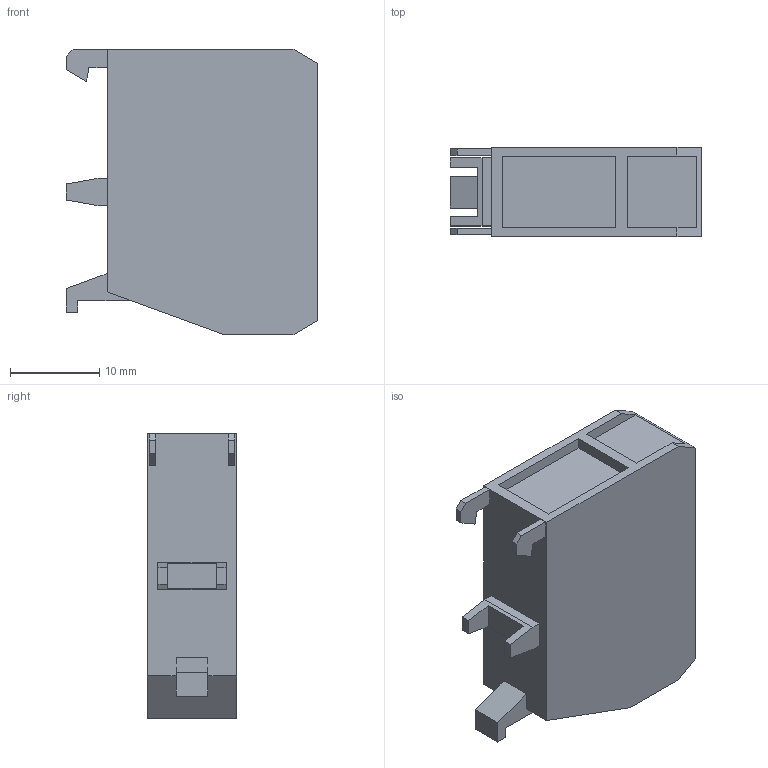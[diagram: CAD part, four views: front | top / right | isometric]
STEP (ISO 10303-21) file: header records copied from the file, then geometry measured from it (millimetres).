
FILE_DESCRIPTION(('starvars output'),'2;1');
FILE_NAME('ZBE1026P_3D.stp','10:51:38 2020/03/31',( 'Thomas Industrial Network Germany GmbH'),( 'Thomas Industrial Network Germany GmbH'),'unknown preprocess','ACIS' ,'unknown authorization');
FILE_SCHEMA(('AUTOMOTIVE_DESIGN_CC2 {UNKNOWN IMPLEMENTATION LEVEL}'));
Length unit declared in the file: millimetre
Products named in the file (1): PRODUCT_ID_561
Bounding box: 28.17 x 10 x 32 mm (x, y, z)
Volume: 7056 mm3; surface area: 2800.1 mm2
Topology: 1 solids, 1 shells, 60 faces, 156 edges, 104 vertices
Faces by surface type: plane 56, cylinder 4
Entity records: 2261 total; most frequent: ORIENTED_EDGE 312, CARTESIAN_POINT 296, DIRECTION 246, EDGE_CURVE 156, VECTOR 138, LINE 138, VERTEX_POINT 104, EDGE_LOOP 66
